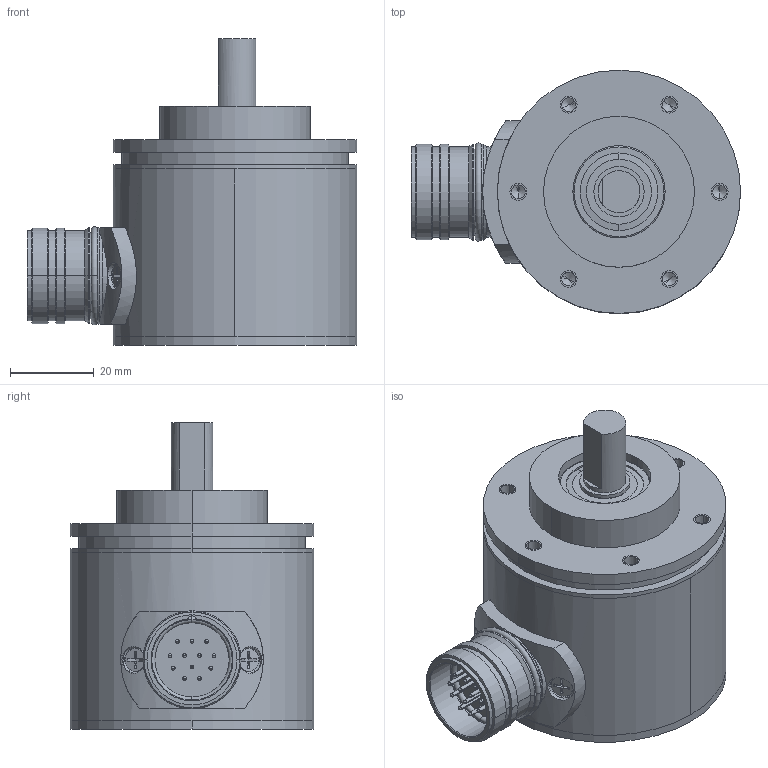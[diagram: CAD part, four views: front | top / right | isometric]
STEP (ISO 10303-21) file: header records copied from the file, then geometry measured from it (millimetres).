
FILE_DESCRIPTION((''),'2;1');
FILE_NAME('I58S_01_ASM','2011-02-08T',('LIKA51'),(''),'PRO/ENGINEER BY PARAMETRIC TECHNOLOGY CORPORATION, 2010180','PRO/ENGINEER BY PARAMETRIC TECHNOLOGY CORPORATION, 2010180','');
FILE_SCHEMA(('CONFIG_CONTROL_DESIGN'));
Length unit declared in the file: millimetre
Products named in the file (9): FLA_000427; CUS_608; ALB_000947; CNT_00342_40; CON_CONNEI12_M23_74900120XX; COP_000175; VIT_M3X20_UNI7688; VIT_M3X6_UNI7688; I58S_01_ASM
Assembly tree (12 placements, depth 2):
  I58S_01_ASM
    FLA_000427
    CUS_608  x2
    ALB_000947
    CNT_00342_40
    CON_CONNEI12_M23_74900120XX
    COP_000175
    VIT_M3X20_UNI7688  x3
    VIT_M3X6_UNI7688  x2
Bounding box: 78.5 x 58 x 73 mm (x, y, z)
Volume: 64861.7 mm3; surface area: 47401.5 mm2
Topology: 34 solids, 50 shells, 672 faces, 1531 edges, 925 vertices
Faces by surface type: cylinder 306, plane 179, cone 81, torus 50, sphere 32, bspline 24
Entity records: 15883 total; most frequent: CARTESIAN_POINT 3548, DIRECTION 2872, ORIENTED_EDGE 2214, AXIS2_PLACEMENT_3D 1233, EDGE_CURVE 1139, VERTEX_POINT 733, CIRCLE 697, EDGE_LOOP 654
